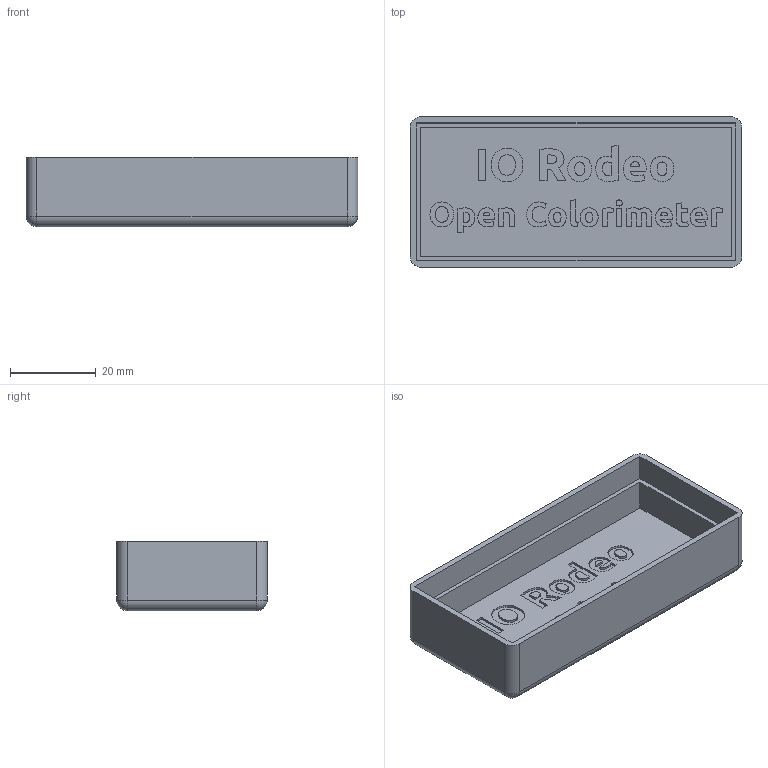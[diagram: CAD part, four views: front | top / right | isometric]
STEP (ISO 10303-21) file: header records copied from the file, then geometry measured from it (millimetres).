
FILE_DESCRIPTION(('FreeCAD Model'),'2;1');
FILE_NAME('Open CASCADE Shape Model','2024-09-15T14:39:46',('Author'),( ''),'Open CASCADE STEP processor 7.6','FreeCAD','Unknown');
FILE_SCHEMA(('AUTOMOTIVE_DESIGN { 1 0 10303 214 1 1 1 1 }'));
Length unit declared in the file: millimetre
Products named in the file (1): URLStringPocket
Bounding box: 77.15 x 35.05 x 16.2 mm (x, y, z)
Volume: 12216.5 mm3; surface area: 11840 mm2
Topology: 1 solids, 1 shells, 574 faces, 1590 edges, 1056 vertices
Faces by surface type: extrusion 438, plane 124, cylinder 8, sphere 4
Entity records: 18832 total; most frequent: CARTESIAN_POINT 5849, ORIENTED_EDGE 3180, EDGE_CURVE 1590, DIRECTION 1442, B_SPLINE_CURVE_WITH_KNOTS 1314, VECTOR 1136, VERTEX_POINT 1056, LINE 698
